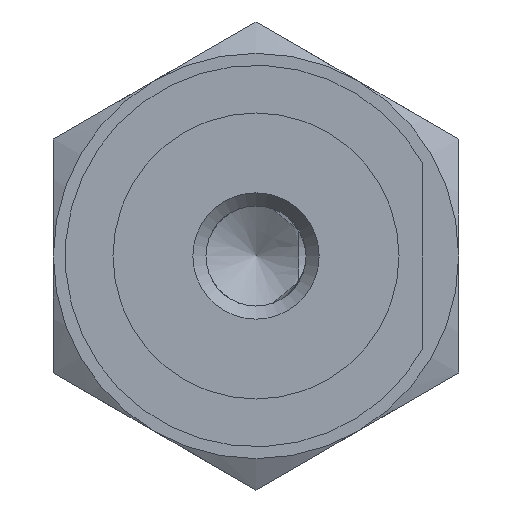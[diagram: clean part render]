
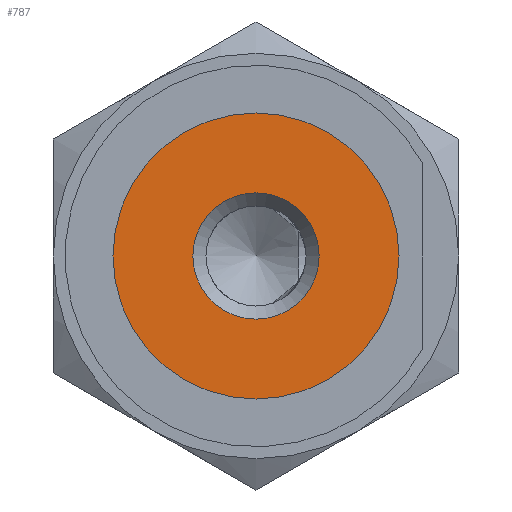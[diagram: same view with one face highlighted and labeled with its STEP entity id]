
A CAD part, front view. The second image highlights one B-rep face of the part: STEP entity #787.
In plain terms, the highlighted planar face has unit normal (0, -1, 0).
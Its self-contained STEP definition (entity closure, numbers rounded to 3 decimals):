
#254=CARTESIAN_POINT('',(2.65,0.0,0.0));
#255=VERTEX_POINT('',#254);
#256=CARTESIAN_POINT('',(0.0,0.0,0.0));
#257=DIRECTION('',(0.0,1.0,0.0));
#258=DIRECTION('',(1.0,0.0,0.0));
#259=AXIS2_PLACEMENT_3D('',#256,#257,#258);
#260=CIRCLE('',#259,2.65);
#261=EDGE_CURVE('',#255,#255,#260,.T.);
#768=CARTESIAN_POINT('',(-3.,0.0,0.0));
#769=DIRECTION('',(0.0,-1.0,0.0));
#770=DIRECTION('',(0.0,0.0,-1.0));
#771=AXIS2_PLACEMENT_3D('',#768,#769,#770);
#772=PLANE('',#771);
#773=CARTESIAN_POINT('',(-6.,0.0,0.0));
#774=VERTEX_POINT('',#773);
#775=CARTESIAN_POINT('',(0.0,0.0,0.0));
#776=DIRECTION('',(0.0,1.0,0.0));
#777=DIRECTION('',(-1.0,0.0,0.0));
#778=AXIS2_PLACEMENT_3D('',#775,#776,#777);
#779=CIRCLE('',#778,6.);
#780=EDGE_CURVE('',#774,#774,#779,.T.);
#781=ORIENTED_EDGE('',*,*,#780,.F.);
#782=EDGE_LOOP('',(#781));
#783=FACE_OUTER_BOUND('',#782,.T.);
#784=ORIENTED_EDGE('',*,*,#261,.T.);
#785=EDGE_LOOP('',(#784));
#786=FACE_BOUND('',#785,.T.);
#787=ADVANCED_FACE('',(#783,#786),#772,.T.);
